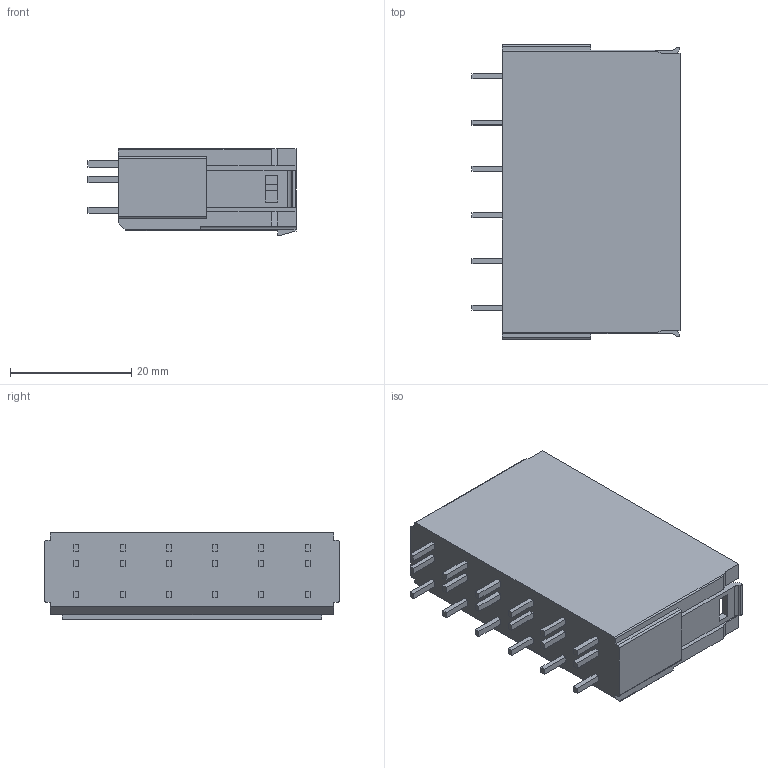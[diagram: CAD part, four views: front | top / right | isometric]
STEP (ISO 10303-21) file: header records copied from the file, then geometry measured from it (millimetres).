
FILE_DESCRIPTION((''),'2;1');
FILE_NAME('TLPHC-501V','2024-09-12T10:42:55',('sheji'),(''),'CREO PARAMETRIC BY PTC INC, 2018100','CREO PARAMETRIC BY PTC INC, 2018100','');
FILE_SCHEMA(('CONFIG_CONTROL_DESIGN'));
Length unit declared in the file: millimetre
Products named in the file (1): TLPHC-501V
Bounding box: 34.25 x 48.52 x 14.29 mm (x, y, z)
Volume: 11861.3 mm3; surface area: 10115.4 mm2
Topology: 1 solids, 1 shells, 515 faces, 1437 edges, 958 vertices
Faces by surface type: plane 396, cylinder 119
Entity records: 16476 total; most frequent: CARTESIAN_POINT 2955, ORIENTED_EDGE 2874, DIRECTION 2689, EDGE_CURVE 1437, VECTOR 1199, LINE 1199, VERTEX_POINT 958, AXIS2_PLACEMENT_3D 745
